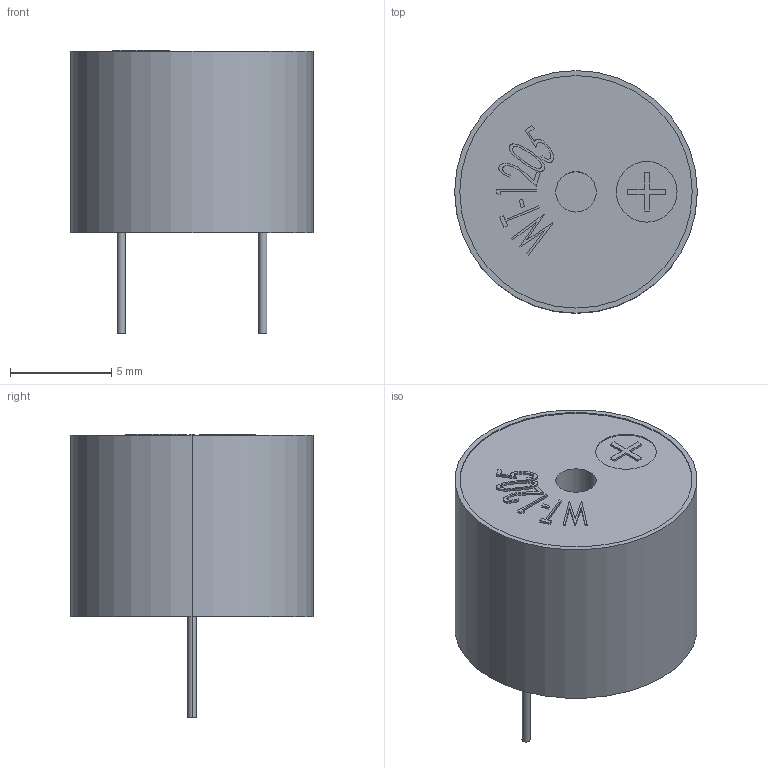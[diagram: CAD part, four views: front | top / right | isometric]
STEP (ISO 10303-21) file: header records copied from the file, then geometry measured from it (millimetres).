
FILE_DESCRIPTION (( 'STEP AP214' ), '1' );
FILE_NAME ('BUZZER-12-7.STEP', '2011-08-10T06:47:35', ( '微软用户' ), ( '微软中国' ), 'SwSTEP 2.0', 'SolidWorks 2011', '' );
FILE_SCHEMA (( 'AUTOMOTIVE_DESIGN' ));
Length unit declared in the file: millimetre
Products named in the file (1): BUZZER-12-7
Bounding box: 12 x 12 x 14.05 mm (x, y, z)
Volume: 998.2 mm3; surface area: 617.1 mm2
Topology: 1 solids, 1 shells, 106 faces, 270 edges, 180 vertices
Faces by surface type: plane 71, bspline 23, cylinder 12
Entity records: 4785 total; most frequent: CARTESIAN_POINT 2124, ORIENTED_EDGE 540, DIRECTION 416, EDGE_CURVE 270, VECTOR 200, LINE 200, VERTEX_POINT 180, EDGE_LOOP 120
